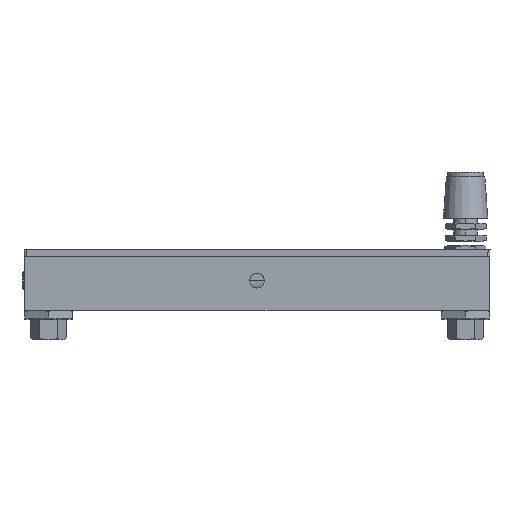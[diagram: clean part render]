
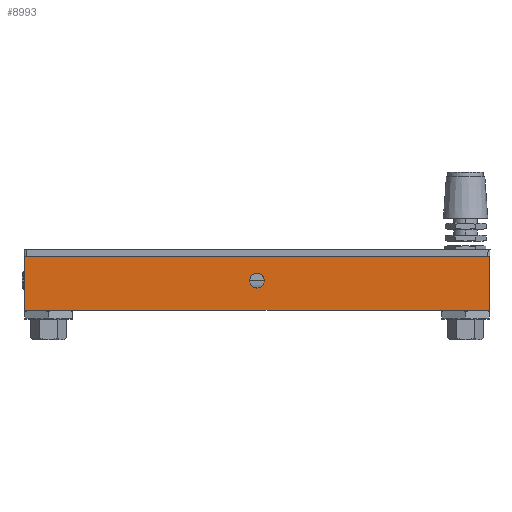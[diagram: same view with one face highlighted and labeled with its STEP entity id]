
A CAD part, left-side view. The second image highlights one B-rep face of the part: STEP entity #8993.
In plain terms, the highlighted planar face has unit normal (-1, 0, 0).
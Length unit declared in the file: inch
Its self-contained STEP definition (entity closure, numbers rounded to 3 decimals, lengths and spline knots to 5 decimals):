
#151 = EDGE_CURVE ( 'NONE', #7471, #8946, #4909, .T. ) ;
#439 = DIRECTION ( 'NONE',  ( 0., -1., 0. ) ) ;
#479 = CIRCLE ( 'NONE', #1871, 0.15625 ) ;
#482 = DIRECTION ( 'NONE',  ( 0., 0., -1. ) ) ;
#1191 = CARTESIAN_POINT ( 'NONE',  ( -0.58393, 7.2081, -0.68479 ) ) ;
#1276 = CARTESIAN_POINT ( 'NONE',  ( -0.58393, 7.2081, -0.68479 ) ) ;
#1667 = VERTEX_POINT ( 'NONE', #10544 ) ;
#1871 = AXIS2_PLACEMENT_3D ( 'NONE', #3033, #6443, #8983 ) ;
#2101 = VECTOR ( 'NONE', #8111, 39.37008 ) ;
#2276 = EDGE_CURVE ( 'NONE', #2360, #7471, #6189, .T. ) ;
#2301 = ORIENTED_EDGE ( 'NONE', *, *, #2276, .T. ) ;
#2324 = VECTOR ( 'NONE', #8722, 39.37008 ) ;
#2360 = VERTEX_POINT ( 'NONE', #1276 ) ;
#2520 = EDGE_CURVE ( 'NONE', #7306, #8946, #4363, .T. ) ;
#2587 = ORIENTED_EDGE ( 'NONE', *, *, #6299, .T. ) ;
#2741 = PLANE ( 'NONE',  #2747 ) ;
#2747 = AXIS2_PLACEMENT_3D ( 'NONE', #1191, #9693, #5020 ) ;
#2927 = DIRECTION ( 'NONE',  ( 0., 0., 1. ) ) ;
#3033 = CARTESIAN_POINT ( 'NONE',  ( -0.58393, 2.3031, -0.05979 ) ) ;
#3112 = CARTESIAN_POINT ( 'NONE',  ( -0.58393, -2.6019, -0.68479 ) ) ;
#3161 = CIRCLE ( 'NONE', #10426, 0.15625 ) ;
#3454 = VECTOR ( 'NONE', #2927, 39.37008 ) ;
#3674 = CARTESIAN_POINT ( 'NONE',  ( -0.58393, 2.3031, -0.21604 ) ) ;
#4363 = LINE ( 'NONE', #6244, #2101 ) ;
#4364 = CARTESIAN_POINT ( 'NONE',  ( -0.58393, 7.2081, 0.44021 ) ) ;
#4396 = CARTESIAN_POINT ( 'NONE',  ( -0.58393, 7.2081, -0.68479 ) ) ;
#4412 = EDGE_LOOP ( 'NONE', ( #6610, #9737, #9276, #2301 ) ) ;
#4850 = FACE_BOUND ( 'NONE', #5344, .T. ) ;
#4860 = EDGE_CURVE ( 'NONE', #7037, #1667, #3161, .T. ) ;
#4909 = LINE ( 'NONE', #6113, #3454 ) ;
#5020 = DIRECTION ( 'NONE',  ( 0., 0., -1. ) ) ;
#5112 = DIRECTION ( 'NONE',  ( 1., 0., 0. ) ) ;
#5327 = ORIENTED_EDGE ( 'NONE', *, *, #4860, .T. ) ;
#5344 = EDGE_LOOP ( 'NONE', ( #5327, #2587 ) ) ;
#6113 = CARTESIAN_POINT ( 'NONE',  ( -0.58393, -2.6019, -0.68479 ) ) ;
#6189 = LINE ( 'NONE', #10390, #10648 ) ;
#6244 = CARTESIAN_POINT ( 'NONE',  ( -0.58393, 7.2081, 0.44021 ) ) ;
#6299 = EDGE_CURVE ( 'NONE', #1667, #7037, #479, .T. ) ;
#6312 = FACE_OUTER_BOUND ( 'NONE', #4412, .T. ) ;
#6443 = DIRECTION ( 'NONE',  ( 1., 0., 0. ) ) ;
#6610 = ORIENTED_EDGE ( 'NONE', *, *, #151, .T. ) ;
#7037 = VERTEX_POINT ( 'NONE', #3674 ) ;
#7164 = CARTESIAN_POINT ( 'NONE',  ( -0.58393, -2.6019, 0.44021 ) ) ;
#7269 = EDGE_CURVE ( 'NONE', #2360, #7306, #10608, .T. ) ;
#7306 = VERTEX_POINT ( 'NONE', #4364 ) ;
#7471 = VERTEX_POINT ( 'NONE', #3112 ) ;
#8070 = CARTESIAN_POINT ( 'NONE',  ( -0.58393, 2.3031, -0.05979 ) ) ;
#8111 = DIRECTION ( 'NONE',  ( 0., -1., 0. ) ) ;
#8722 = DIRECTION ( 'NONE',  ( 0., 0., 1. ) ) ;
#8946 = VERTEX_POINT ( 'NONE', #7164 ) ;
#8983 = DIRECTION ( 'NONE',  ( 0., 0., -1. ) ) ;
#8993 = ADVANCED_FACE ( 'NONE', ( #4850, #6312 ), #2741, .F. ) ;
#9276 = ORIENTED_EDGE ( 'NONE', *, *, #7269, .F. ) ;
#9693 = DIRECTION ( 'NONE',  ( 1., 0., 0. ) ) ;
#9737 = ORIENTED_EDGE ( 'NONE', *, *, #2520, .F. ) ;
#10390 = CARTESIAN_POINT ( 'NONE',  ( -0.58393, 7.2081, -0.68479 ) ) ;
#10426 = AXIS2_PLACEMENT_3D ( 'NONE', #8070, #5112, #482 ) ;
#10544 = CARTESIAN_POINT ( 'NONE',  ( -0.58393, 2.3031, 0.09646 ) ) ;
#10608 = LINE ( 'NONE', #4396, #2324 ) ;
#10648 = VECTOR ( 'NONE', #439, 39.37008 ) ;
